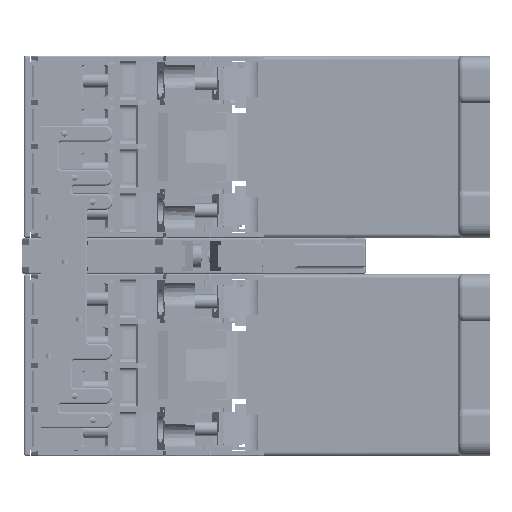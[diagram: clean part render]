
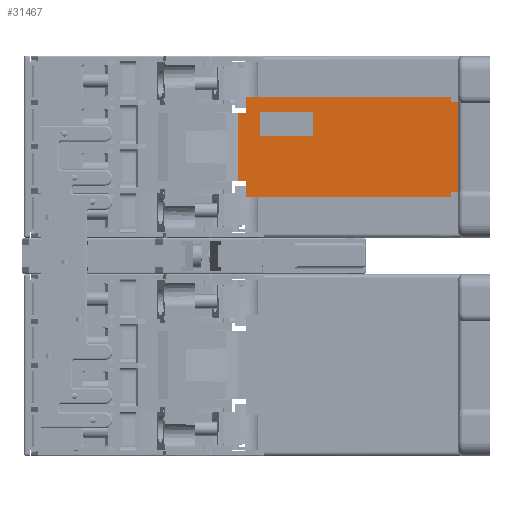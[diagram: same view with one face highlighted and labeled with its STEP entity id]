
A CAD part, left-side view. The second image highlights one B-rep face of the part: STEP entity #31467.
In plain terms, the highlighted planar face has unit normal (-1, 0, 0).
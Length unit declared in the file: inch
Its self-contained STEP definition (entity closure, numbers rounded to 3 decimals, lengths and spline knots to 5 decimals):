
#18285=CARTESIAN_POINT('',(1.21204,-0.59099,-1.13738));
#18286=VERTEX_POINT('',#18285);
#18293=CARTESIAN_POINT('',(1.21204,-0.66973,-1.13738));
#18294=VERTEX_POINT('',#18293);
#18295=CARTESIAN_POINT('',(1.21204,-0.66973,-1.13738));
#18296=DIRECTION('',(0.0,1.0,0.0));
#18297=VECTOR('',#18296,0.07874);
#18298=LINE('',#18295,#18297);
#18299=EDGE_CURVE('',#18294,#18286,#18298,.T.);
#31211=CARTESIAN_POINT('',(1.21204,-2.66579,-0.9799));
#31212=VERTEX_POINT('',#31211);
#31219=CARTESIAN_POINT('',(1.21204,-2.66579,-1.03108));
#31220=VERTEX_POINT('',#31219);
#31221=CARTESIAN_POINT('',(1.21204,-2.66579,-1.03108));
#31222=DIRECTION('',(0.0,0.0,1.0));
#31223=VECTOR('',#31222,0.05118);
#31224=LINE('',#31221,#31223);
#31225=EDGE_CURVE('',#31220,#31212,#31224,.T.);
#31250=CARTESIAN_POINT('',(1.21204,-2.74059,-1.03108));
#31251=VERTEX_POINT('',#31250);
#31252=CARTESIAN_POINT('',(1.21204,-2.74059,-1.03108));
#31253=DIRECTION('',(0.0,1.0,0.0));
#31254=VECTOR('',#31253,0.0748);
#31255=LINE('',#31252,#31254);
#31256=EDGE_CURVE('',#31251,#31220,#31255,.T.);
#31291=CARTESIAN_POINT('',(1.21204,-2.74059,-0.9799));
#31292=DIRECTION('',(-1.0,0.0,0.0));
#31293=DIRECTION('',(0.0,0.0,1.0));
#31294=AXIS2_PLACEMENT_3D('',#31291,#31292,#31293);
#31295=PLANE('',#31294);
#31296=ORIENTED_EDGE('',*,*,#31256,.T.);
#31297=ORIENTED_EDGE('',*,*,#31225,.T.);
#31298=CARTESIAN_POINT('',(1.21204,-0.66697,-0.9799));
#31299=VERTEX_POINT('',#31298);
#31300=CARTESIAN_POINT('',(1.21204,-2.66579,-0.9799));
#31301=DIRECTION('',(0.0,1.0,0.0));
#31302=VECTOR('',#31301,1.99882);
#31303=LINE('',#31300,#31302);
#31304=EDGE_CURVE('',#31212,#31299,#31303,.T.);
#31305=ORIENTED_EDGE('',*,*,#31304,.T.);
#31306=CARTESIAN_POINT('',(1.21204,-0.66697,-1.08817));
#31307=VERTEX_POINT('',#31306);
#31308=CARTESIAN_POINT('',(1.21204,-0.66697,-1.08817));
#31309=DIRECTION('',(0.0,0.0,1.0));
#31310=VECTOR('',#31309,0.10827);
#31311=LINE('',#31308,#31310);
#31312=EDGE_CURVE('',#31307,#31299,#31311,.T.);
#31313=ORIENTED_EDGE('',*,*,#31312,.F.);
#31314=CARTESIAN_POINT('',(1.21204,-0.66973,-1.08817));
#31315=VERTEX_POINT('',#31314);
#31316=CARTESIAN_POINT('',(1.21204,-0.66697,-1.08817));
#31317=DIRECTION('',(0.0,-1.0,0.0));
#31318=VECTOR('',#31317,0.00275);
#31319=LINE('',#31316,#31318);
#31320=EDGE_CURVE('',#31307,#31315,#31319,.T.);
#31321=ORIENTED_EDGE('',*,*,#31320,.T.);
#31322=CARTESIAN_POINT('',(1.21204,-0.66973,-1.08817));
#31323=DIRECTION('',(0.0,0.0,-1.0));
#31324=VECTOR('',#31323,0.04921);
#31325=LINE('',#31322,#31324);
#31326=EDGE_CURVE('',#31315,#18294,#31325,.T.);
#31327=ORIENTED_EDGE('',*,*,#31326,.T.);
#31328=ORIENTED_EDGE('',*,*,#18299,.T.);
#31329=CARTESIAN_POINT('',(1.21204,-0.59099,-1.7988));
#31330=VERTEX_POINT('',#31329);
#31331=CARTESIAN_POINT('',(1.21204,-0.59099,-1.7988));
#31332=DIRECTION('',(0.0,0.0,1.0));
#31333=VECTOR('',#31332,0.66142);
#31334=LINE('',#31331,#31333);
#31335=EDGE_CURVE('',#31330,#18286,#31334,.T.);
#31336=ORIENTED_EDGE('',*,*,#31335,.F.);
#31337=CARTESIAN_POINT('',(1.21204,-0.66973,-1.7988));
#31338=VERTEX_POINT('',#31337);
#31339=CARTESIAN_POINT('',(1.21204,-0.59099,-1.7988));
#31340=DIRECTION('',(0.0,-1.0,0.0));
#31341=VECTOR('',#31340,0.07874);
#31342=LINE('',#31339,#31341);
#31343=EDGE_CURVE('',#31330,#31338,#31342,.T.);
#31344=ORIENTED_EDGE('',*,*,#31343,.T.);
#31345=CARTESIAN_POINT('',(1.21204,-0.66973,-1.84801));
#31346=VERTEX_POINT('',#31345);
#31347=CARTESIAN_POINT('',(1.21204,-0.66973,-1.7988));
#31348=DIRECTION('',(0.0,0.0,-1.0));
#31349=VECTOR('',#31348,0.04921);
#31350=LINE('',#31347,#31349);
#31351=EDGE_CURVE('',#31338,#31346,#31350,.T.);
#31352=ORIENTED_EDGE('',*,*,#31351,.T.);
#31353=CARTESIAN_POINT('',(1.21204,-0.66697,-1.84801));
#31354=VERTEX_POINT('',#31353);
#31355=CARTESIAN_POINT('',(1.21204,-0.66973,-1.84801));
#31356=DIRECTION('',(0.0,1.0,0.0));
#31357=VECTOR('',#31356,0.00275);
#31358=LINE('',#31355,#31357);
#31359=EDGE_CURVE('',#31346,#31354,#31358,.T.);
#31360=ORIENTED_EDGE('',*,*,#31359,.T.);
#31361=CARTESIAN_POINT('',(1.21204,-0.66697,-1.95628));
#31362=VERTEX_POINT('',#31361);
#31363=CARTESIAN_POINT('',(1.21204,-0.66697,-1.95628));
#31364=DIRECTION('',(0.0,0.0,1.0));
#31365=VECTOR('',#31364,0.10827);
#31366=LINE('',#31363,#31365);
#31367=EDGE_CURVE('',#31362,#31354,#31366,.T.);
#31368=ORIENTED_EDGE('',*,*,#31367,.F.);
#31369=CARTESIAN_POINT('',(1.21204,-2.66579,-1.95628));
#31370=VERTEX_POINT('',#31369);
#31371=CARTESIAN_POINT('',(1.21204,-2.66579,-1.95628));
#31372=DIRECTION('',(0.0,1.0,0.0));
#31373=VECTOR('',#31372,1.99882);
#31374=LINE('',#31371,#31373);
#31375=EDGE_CURVE('',#31370,#31362,#31374,.T.);
#31376=ORIENTED_EDGE('',*,*,#31375,.F.);
#31377=CARTESIAN_POINT('',(1.21204,-2.66579,-1.9051));
#31378=VERTEX_POINT('',#31377);
#31379=CARTESIAN_POINT('',(1.21204,-2.66579,-1.95628));
#31380=DIRECTION('',(0.0,0.0,1.0));
#31381=VECTOR('',#31380,0.05118);
#31382=LINE('',#31379,#31381);
#31383=EDGE_CURVE('',#31370,#31378,#31382,.T.);
#31384=ORIENTED_EDGE('',*,*,#31383,.T.);
#31385=CARTESIAN_POINT('',(1.21204,-2.74059,-1.9051));
#31386=VERTEX_POINT('',#31385);
#31387=CARTESIAN_POINT('',(1.21204,-2.66579,-1.9051));
#31388=DIRECTION('',(0.0,-1.0,0.0));
#31389=VECTOR('',#31388,0.0748);
#31390=LINE('',#31387,#31389);
#31391=EDGE_CURVE('',#31378,#31386,#31390,.T.);
#31392=ORIENTED_EDGE('',*,*,#31391,.T.);
#31393=CARTESIAN_POINT('',(1.21204,-2.74059,-1.55667));
#31394=VERTEX_POINT('',#31393);
#31395=CARTESIAN_POINT('',(1.21204,-2.74059,-1.55667));
#31396=DIRECTION('',(0.0,0.0,-1.0));
#31397=VECTOR('',#31396,0.34843);
#31398=LINE('',#31395,#31397);
#31399=EDGE_CURVE('',#31394,#31386,#31398,.T.);
#31400=ORIENTED_EDGE('',*,*,#31399,.F.);
#31401=CARTESIAN_POINT('',(1.21204,-2.81146,-1.55667));
#31402=VERTEX_POINT('',#31401);
#31403=CARTESIAN_POINT('',(1.21204,-2.74059,-1.55667));
#31404=DIRECTION('',(0.0,-1.0,0.0));
#31405=VECTOR('',#31404,0.07087);
#31406=LINE('',#31403,#31405);
#31407=EDGE_CURVE('',#31394,#31402,#31406,.T.);
#31408=ORIENTED_EDGE('',*,*,#31407,.T.);
#31409=CARTESIAN_POINT('',(1.21204,-2.81146,-1.37951));
#31410=VERTEX_POINT('',#31409);
#31411=CARTESIAN_POINT('',(1.21204,-2.81146,-1.37951));
#31412=DIRECTION('',(0.0,0.0,-1.0));
#31413=VECTOR('',#31412,0.17717);
#31414=LINE('',#31411,#31413);
#31415=EDGE_CURVE('',#31410,#31402,#31414,.T.);
#31416=ORIENTED_EDGE('',*,*,#31415,.F.);
#31417=CARTESIAN_POINT('',(1.21204,-2.74059,-1.37951));
#31418=VERTEX_POINT('',#31417);
#31419=CARTESIAN_POINT('',(1.21204,-2.74059,-1.37951));
#31420=DIRECTION('',(0.0,-1.0,0.0));
#31421=VECTOR('',#31420,0.07087);
#31422=LINE('',#31419,#31421);
#31423=EDGE_CURVE('',#31418,#31410,#31422,.T.);
#31424=ORIENTED_EDGE('',*,*,#31423,.F.);
#31425=CARTESIAN_POINT('',(1.21204,-2.74059,-1.03108));
#31426=DIRECTION('',(0.0,0.0,-1.0));
#31427=VECTOR('',#31426,0.34843);
#31428=LINE('',#31425,#31427);
#31429=EDGE_CURVE('',#31251,#31418,#31428,.T.);
#31430=ORIENTED_EDGE('',*,*,#31429,.F.);
#31431=EDGE_LOOP('',(#31296,#31297,#31305,#31313,#31321,#31327,#31328,#31336,#31344,#31352,#31360,#31368,#31376,#31384,#31392,#31400,#31408,#31416,#31424,#31430));
#31432=FACE_OUTER_BOUND('',#31431,.T.);
#31433=CARTESIAN_POINT('',(1.21204,-1.32524,-1.36573));
#31434=VERTEX_POINT('',#31433);
#31435=CARTESIAN_POINT('',(1.21204,-0.80359,-1.36573));
#31436=VERTEX_POINT('',#31435);
#31437=CARTESIAN_POINT('',(1.21204,-1.32524,-1.36573));
#31438=DIRECTION('',(0.0,1.0,0.0));
#31439=VECTOR('',#31438,0.52165);
#31440=LINE('',#31437,#31439);
#31441=EDGE_CURVE('',#31434,#31436,#31440,.T.);
#31442=ORIENTED_EDGE('',*,*,#31441,.T.);
#31443=CARTESIAN_POINT('',(1.21204,-0.80359,-1.12951));
#31444=VERTEX_POINT('',#31443);
#31445=CARTESIAN_POINT('',(1.21204,-0.80359,-1.36573));
#31446=DIRECTION('',(0.0,0.0,1.0));
#31447=VECTOR('',#31446,0.23622);
#31448=LINE('',#31445,#31447);
#31449=EDGE_CURVE('',#31436,#31444,#31448,.T.);
#31450=ORIENTED_EDGE('',*,*,#31449,.T.);
#31451=CARTESIAN_POINT('',(1.21204,-1.32524,-1.12951));
#31452=VERTEX_POINT('',#31451);
#31453=CARTESIAN_POINT('',(1.21204,-0.80359,-1.12951));
#31454=DIRECTION('',(0.0,-1.0,0.0));
#31455=VECTOR('',#31454,0.52165);
#31456=LINE('',#31453,#31455);
#31457=EDGE_CURVE('',#31444,#31452,#31456,.T.);
#31458=ORIENTED_EDGE('',*,*,#31457,.T.);
#31459=CARTESIAN_POINT('',(1.21204,-1.32524,-1.12951));
#31460=DIRECTION('',(0.0,0.0,-1.0));
#31461=VECTOR('',#31460,0.23622);
#31462=LINE('',#31459,#31461);
#31463=EDGE_CURVE('',#31452,#31434,#31462,.T.);
#31464=ORIENTED_EDGE('',*,*,#31463,.T.);
#31465=EDGE_LOOP('',(#31442,#31450,#31458,#31464));
#31466=FACE_BOUND('',#31465,.T.);
#31467=ADVANCED_FACE('',(#31432,#31466),#31295,.T.);
